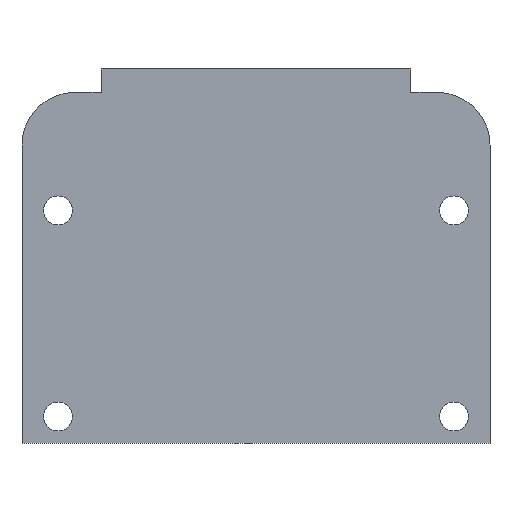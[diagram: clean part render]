
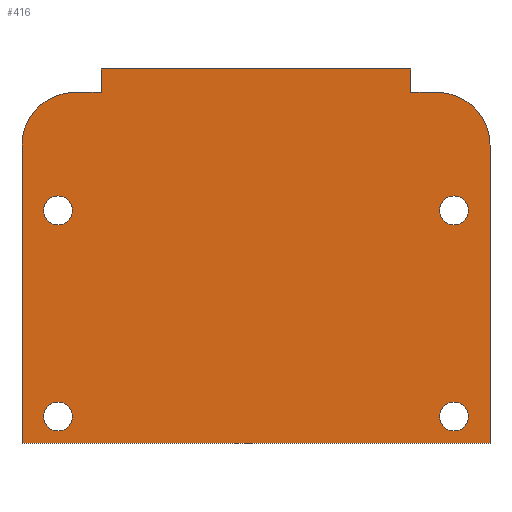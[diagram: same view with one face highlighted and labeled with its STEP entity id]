
A CAD part, front view. The second image highlights one B-rep face of the part: STEP entity #416.
In plain terms, the highlighted face is planar.
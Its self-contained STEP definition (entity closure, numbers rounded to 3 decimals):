
#31=FACE_BOUND('',#81,.T.);
#32=FACE_BOUND('',#82,.T.);
#33=FACE_BOUND('',#83,.T.);
#34=FACE_BOUND('',#84,.T.);
#43=CIRCLE('',#462,13.);
#44=CIRCLE('',#463,13.);
#45=CIRCLE('',#464,3.575);
#46=CIRCLE('',#465,3.575);
#47=CIRCLE('',#466,3.575);
#48=CIRCLE('',#467,3.575);
#54=FACE_OUTER_BOUND('',#80,.T.);
#80=EDGE_LOOP('',(#307,#308,#309,#310,#311,#312,#313,#314,#315,#316));
#81=EDGE_LOOP('',(#317));
#82=EDGE_LOOP('',(#318));
#83=EDGE_LOOP('',(#319));
#84=EDGE_LOOP('',(#320));
#105=LINE('',#622,#147);
#114=LINE('',#656,#156);
#116=LINE('',#660,#158);
#117=LINE('',#664,#159);
#118=LINE('',#666,#160);
#119=LINE('',#668,#161);
#120=LINE('',#670,#162);
#121=LINE('',#672,#163);
#147=VECTOR('',#497,1.);
#156=VECTOR('',#526,1.);
#158=VECTOR('',#530,1.);
#159=VECTOR('',#533,1.);
#160=VECTOR('',#534,1.);
#161=VECTOR('',#535,1.);
#162=VECTOR('',#536,1.);
#163=VECTOR('',#537,1.);
#189=VERTEX_POINT('',#619);
#190=VERTEX_POINT('',#621);
#205=VERTEX_POINT('',#655);
#206=VERTEX_POINT('',#659);
#207=VERTEX_POINT('',#661);
#208=VERTEX_POINT('',#663);
#209=VERTEX_POINT('',#665);
#210=VERTEX_POINT('',#667);
#211=VERTEX_POINT('',#669);
#212=VERTEX_POINT('',#671);
#213=VERTEX_POINT('',#674);
#214=VERTEX_POINT('',#676);
#215=VERTEX_POINT('',#678);
#216=VERTEX_POINT('',#680);
#227=EDGE_CURVE('',#190,#189,#105,.T.);
#244=EDGE_CURVE('',#189,#205,#114,.T.);
#246=EDGE_CURVE('',#206,#205,#116,.T.);
#247=EDGE_CURVE('',#207,#206,#43,.T.);
#248=EDGE_CURVE('',#208,#207,#117,.T.);
#249=EDGE_CURVE('',#208,#209,#118,.T.);
#250=EDGE_CURVE('',#210,#209,#119,.T.);
#251=EDGE_CURVE('',#211,#210,#120,.T.);
#252=EDGE_CURVE('',#211,#212,#121,.T.);
#253=EDGE_CURVE('',#190,#212,#44,.T.);
#254=EDGE_CURVE('',#213,#213,#45,.T.);
#255=EDGE_CURVE('',#214,#214,#46,.T.);
#256=EDGE_CURVE('',#215,#215,#47,.T.);
#257=EDGE_CURVE('',#216,#216,#48,.T.);
#307=ORIENTED_EDGE('',*,*,#227,.T.);
#308=ORIENTED_EDGE('',*,*,#244,.T.);
#309=ORIENTED_EDGE('',*,*,#246,.F.);
#310=ORIENTED_EDGE('',*,*,#247,.F.);
#311=ORIENTED_EDGE('',*,*,#248,.F.);
#312=ORIENTED_EDGE('',*,*,#249,.T.);
#313=ORIENTED_EDGE('',*,*,#250,.F.);
#314=ORIENTED_EDGE('',*,*,#251,.F.);
#315=ORIENTED_EDGE('',*,*,#252,.T.);
#316=ORIENTED_EDGE('',*,*,#253,.F.);
#317=ORIENTED_EDGE('',*,*,#254,.T.);
#318=ORIENTED_EDGE('',*,*,#255,.T.);
#319=ORIENTED_EDGE('',*,*,#256,.T.);
#320=ORIENTED_EDGE('',*,*,#257,.T.);
#402=PLANE('',#461);
#416=ADVANCED_FACE('',(#54,#31,#32,#33,#34),#402,.F.);
#461=AXIS2_PLACEMENT_3D('',#658,#528,#529);
#462=AXIS2_PLACEMENT_3D('',#662,#531,#532);
#463=AXIS2_PLACEMENT_3D('',#673,#538,#539);
#464=AXIS2_PLACEMENT_3D('',#675,#540,#541);
#465=AXIS2_PLACEMENT_3D('',#677,#542,#543);
#466=AXIS2_PLACEMENT_3D('',#679,#544,#545);
#467=AXIS2_PLACEMENT_3D('',#681,#546,#547);
#497=DIRECTION('',(0.,1.,0.));
#526=DIRECTION('',(1.,0.,0.));
#528=DIRECTION('center_axis',(0.,0.,1.));
#529=DIRECTION('ref_axis',(1.,0.,0.));
#530=DIRECTION('',(0.,1.,0.));
#531=DIRECTION('center_axis',(0.,0.,1.));
#532=DIRECTION('ref_axis',(1.,0.,0.));
#533=DIRECTION('',(1.,0.,0.));
#534=DIRECTION('',(0.,-1.,0.));
#535=DIRECTION('',(1.,0.,0.));
#536=DIRECTION('',(0.,-1.,0.));
#537=DIRECTION('',(-1.,0.,0.));
#538=DIRECTION('center_axis',(0.,0.,1.));
#539=DIRECTION('ref_axis',(1.,0.,0.));
#540=DIRECTION('center_axis',(0.,0.,1.));
#541=DIRECTION('ref_axis',(1.,0.,0.));
#542=DIRECTION('center_axis',(0.,0.,1.));
#543=DIRECTION('ref_axis',(1.,0.,0.));
#544=DIRECTION('center_axis',(0.,0.,1.));
#545=DIRECTION('ref_axis',(1.,0.,0.));
#546=DIRECTION('center_axis',(0.,0.,1.));
#547=DIRECTION('ref_axis',(1.,0.,0.));
#619=CARTESIAN_POINT('',(0.,92.555,0.));
#621=CARTESIAN_POINT('',(0.,18.81,0.));
#622=CARTESIAN_POINT('',(0.,0.,0.));
#655=CARTESIAN_POINT('',(115.809,92.555,0.));
#656=CARTESIAN_POINT('',(0.,92.555,0.));
#658=CARTESIAN_POINT('Origin',(0.,0.,0.));
#659=CARTESIAN_POINT('',(115.809,18.81,0.));
#660=CARTESIAN_POINT('',(115.809,0.,0.));
#661=CARTESIAN_POINT('',(102.809,5.81,0.));
#662=CARTESIAN_POINT('Origin',(102.809,18.81,0.));
#663=CARTESIAN_POINT('',(96.204,5.81,0.));
#664=CARTESIAN_POINT('',(48.102,5.81,0.));
#665=CARTESIAN_POINT('',(96.204,0.,0.));
#666=CARTESIAN_POINT('',(96.204,2.905,0.));
#667=CARTESIAN_POINT('',(19.604,0.,0.));
#668=CARTESIAN_POINT('',(0.,0.,0.));
#669=CARTESIAN_POINT('',(19.604,5.81,0.));
#670=CARTESIAN_POINT('',(19.604,2.905,0.));
#671=CARTESIAN_POINT('',(13.,5.81,0.));
#672=CARTESIAN_POINT('',(9.802,5.81,0.));
#673=CARTESIAN_POINT('Origin',(13.,18.81,0.));
#674=CARTESIAN_POINT('',(103.329,86.,0.));
#675=CARTESIAN_POINT('Origin',(106.904,86.,0.));
#676=CARTESIAN_POINT('',(103.329,35.,0.));
#677=CARTESIAN_POINT('Origin',(106.904,35.,0.));
#678=CARTESIAN_POINT('',(5.329,35.,0.));
#679=CARTESIAN_POINT('Origin',(8.904,35.,0.));
#680=CARTESIAN_POINT('',(5.329,86.,0.));
#681=CARTESIAN_POINT('Origin',(8.904,86.,0.));
